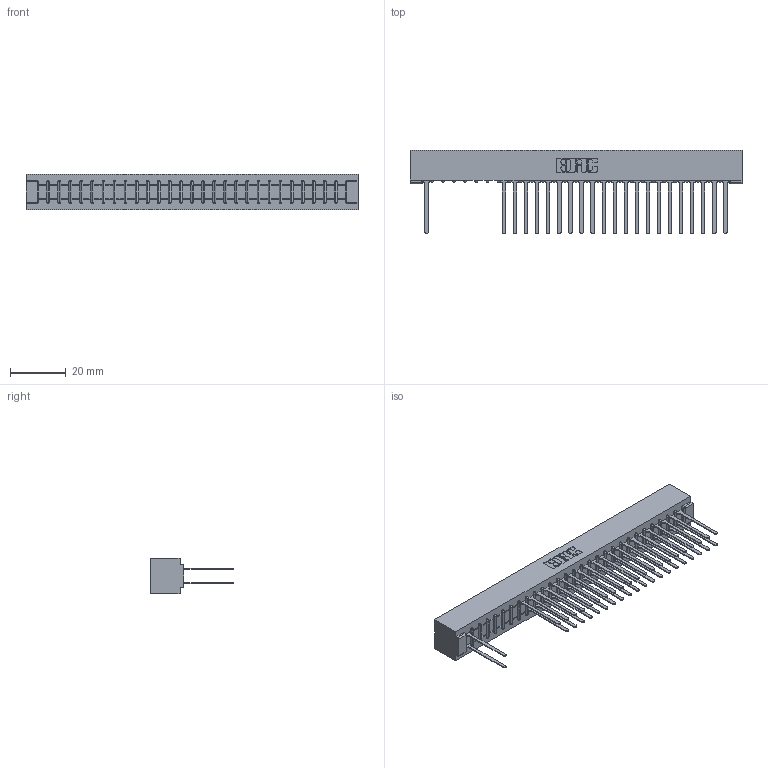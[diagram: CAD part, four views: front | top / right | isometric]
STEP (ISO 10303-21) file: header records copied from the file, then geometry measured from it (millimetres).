
FILE_DESCRIPTION (( 'STEP AP203' ), '1' );
FILE_NAME ('307-056-540-201.STEP', '2018-08-06T06:46:16', ( '' ), ( '' ), 'SwSTEP 2.0', 'SolidWorks 2016', '' );
FILE_SCHEMA (( 'CONFIG_CONTROL_DESIGN' ));
Length unit declared in the file: inch
Products named in the file (3): 307 Part_No Mounting Lugs; 307-290-001_540; 307-056-540-201
Assembly tree (44 placements, depth 2):
  307-056-540-201
    307 Part_No Mounting Lugs
    307-290-001_540  x43
Bounding box: 118.82 x 30 x 12.7 mm (x, y, z)
Volume: 13155.3 mm3; surface area: 16457.7 mm2
Topology: 44 solids, 44 shells, 2247 faces, 6305 edges, 4066 vertices
Faces by surface type: plane 1477, cylinder 712, sphere 58
Entity records: 25900 total; most frequent: CARTESIAN_POINT 4291, ORIENTED_EDGE 4262, DIRECTION 4195, EDGE_CURVE 2131, LINE 1631, VECTOR 1631, VERTEX_POINT 1378, AXIS2_PLACEMENT_3D 1282
